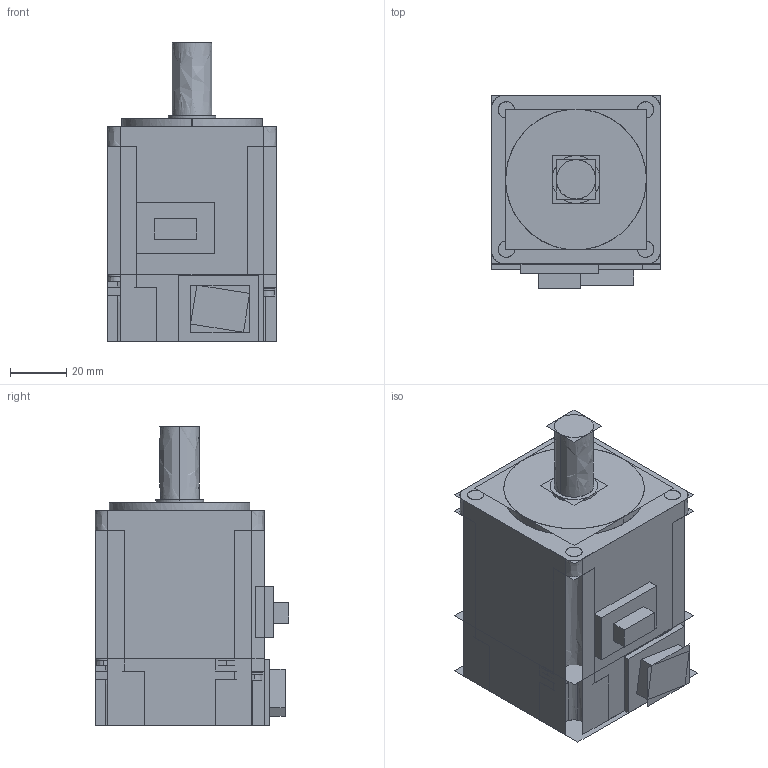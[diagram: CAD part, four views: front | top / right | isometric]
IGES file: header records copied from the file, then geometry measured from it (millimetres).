
Start section:  PTC IGES file: hg-mr23_.igs
Global section: file name: hg-mr23_.igs; native system: Pro/ENGINEER by Parametric Technology Corporation; preprocessor: 2009400; author: FJ93736; organization: Unknown; date: 20110923.145329; units: millimetre
Bounding box: 60.07 x 68.84 x 106.6 mm (x, y, z)
Surface area: 1966218.8 mm2
Topology: 1 solids, 1 shells, 362 faces, 2197 edges, 3019 vertices
Faces by surface type: bspline 362
